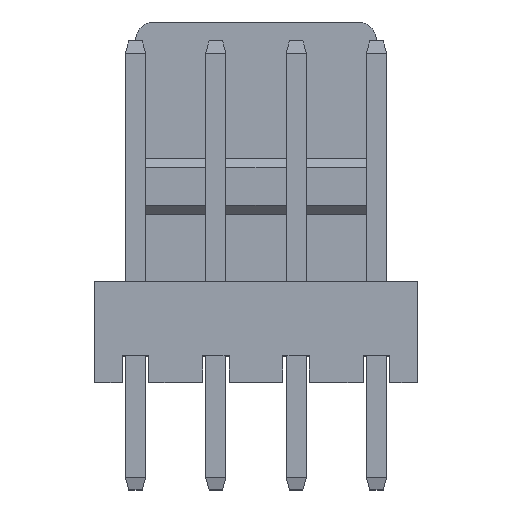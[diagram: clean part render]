
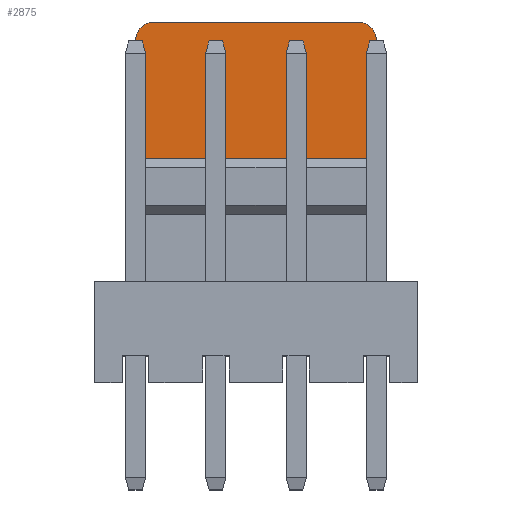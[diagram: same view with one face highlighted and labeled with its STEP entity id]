
A CAD part, top view. The second image highlights one B-rep face of the part: STEP entity #2875.
In plain terms, the highlighted planar face has unit normal (0, 0, 1).
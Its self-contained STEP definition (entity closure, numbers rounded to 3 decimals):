
#53 = VERTEX_POINT ( 'NONE', #1296 ) ;
#87 = DIRECTION ( 'NONE',  ( -1., 0., 0. ) ) ;
#100 = CARTESIAN_POINT ( 'NONE',  ( 13.354, 11.4, -1.96 ) ) ;
#116 = CARTESIAN_POINT ( 'NONE',  ( 13.354, 7.1, -1.96 ) ) ;
#135 = AXIS2_PLACEMENT_3D ( 'NONE', #1582, #614, #3011 ) ;
#358 = DIRECTION ( 'NONE',  ( 0., 1., 0. ) ) ;
#442 = FACE_OUTER_BOUND ( 'NONE', #1279, .T. ) ;
#562 = EDGE_CURVE ( 'NONE', #960, #53, #1791, .T. ) ;
#614 = DIRECTION ( 'NONE',  ( 0., 0., -1. ) ) ;
#625 = CIRCLE ( 'NONE', #2371, 0.6 ) ;
#738 = DIRECTION ( 'NONE',  ( -1., 0., 0. ) ) ;
#767 = EDGE_CURVE ( 'NONE', #1755, #1126, #1451, .T. ) ;
#789 = DIRECTION ( 'NONE',  ( 0., 1., 0. ) ) ;
#821 = VECTOR ( 'NONE', #87, 1000. ) ;
#877 = CARTESIAN_POINT ( 'NONE',  ( 3.81, 11.4, -1.96 ) ) ;
#892 = EDGE_CURVE ( 'NONE', #2200, #2214, #1249, .T. ) ;
#941 = CARTESIAN_POINT ( 'NONE',  ( 3.21, 10.8, -1.96 ) ) ;
#960 = VERTEX_POINT ( 'NONE', #2715 ) ;
#997 = LINE ( 'NONE', #116, #821 ) ;
#1031 = DIRECTION ( 'NONE',  ( -1., 0., 0. ) ) ;
#1096 = ORIENTED_EDGE ( 'NONE', *, *, #892, .F. ) ;
#1126 = VERTEX_POINT ( 'NONE', #1309 ) ;
#1167 = VECTOR ( 'NONE', #358, 1000. ) ;
#1249 = LINE ( 'NONE', #2206, #2806 ) ;
#1279 = EDGE_LOOP ( 'NONE', ( #2802, #2231, #2309, #1575, #1096, #2539 ) ) ;
#1296 = CARTESIAN_POINT ( 'NONE',  ( 3.81, 10.8, -1.96 ) ) ;
#1309 = CARTESIAN_POINT ( 'NONE',  ( -3.21, 11.4, -1.96 ) ) ;
#1350 = PLANE ( 'NONE',  #135 ) ;
#1374 = EDGE_CURVE ( 'NONE', #53, #1755, #2121, .T. ) ;
#1451 = LINE ( 'NONE', #100, #1517 ) ;
#1459 = EDGE_CURVE ( 'NONE', #1126, #2214, #625, .T. ) ;
#1517 = VECTOR ( 'NONE', #1031, 1000. ) ;
#1575 = ORIENTED_EDGE ( 'NONE', *, *, #1459, .T. ) ;
#1582 = CARTESIAN_POINT ( 'NONE',  ( 13.354, 11.4, -1.96 ) ) ;
#1629 = EDGE_CURVE ( 'NONE', #960, #2200, #997, .T. ) ;
#1640 = DIRECTION ( 'NONE',  ( 0., 0., 1. ) ) ;
#1649 = CARTESIAN_POINT ( 'NONE',  ( -3.81, 7.1, -1.96 ) ) ;
#1755 = VERTEX_POINT ( 'NONE', #1829 ) ;
#1791 = LINE ( 'NONE', #877, #1167 ) ;
#1829 = CARTESIAN_POINT ( 'NONE',  ( 3.21, 11.4, -1.96 ) ) ;
#1904 = CARTESIAN_POINT ( 'NONE',  ( -3.21, 10.8, -1.96 ) ) ;
#2121 = CIRCLE ( 'NONE', #2626, 0.6 ) ;
#2200 = VERTEX_POINT ( 'NONE', #1649 ) ;
#2206 = CARTESIAN_POINT ( 'NONE',  ( -3.81, 11.4, -1.96 ) ) ;
#2214 = VERTEX_POINT ( 'NONE', #3072 ) ;
#2231 = ORIENTED_EDGE ( 'NONE', *, *, #1374, .T. ) ;
#2309 = ORIENTED_EDGE ( 'NONE', *, *, #767, .T. ) ;
#2371 = AXIS2_PLACEMENT_3D ( 'NONE', #1904, #2856, #2664 ) ;
#2539 = ORIENTED_EDGE ( 'NONE', *, *, #1629, .F. ) ;
#2626 = AXIS2_PLACEMENT_3D ( 'NONE', #941, #1640, #738 ) ;
#2664 = DIRECTION ( 'NONE',  ( -1., 0., 0. ) ) ;
#2715 = CARTESIAN_POINT ( 'NONE',  ( 3.81, 7.1, -1.96 ) ) ;
#2802 = ORIENTED_EDGE ( 'NONE', *, *, #562, .T. ) ;
#2806 = VECTOR ( 'NONE', #789, 1000. ) ;
#2856 = DIRECTION ( 'NONE',  ( 0., 0., 1. ) ) ;
#2875 = ADVANCED_FACE ( 'NONE', ( #442 ), #1350, .F. ) ;
#3011 = DIRECTION ( 'NONE',  ( -1., 0., 0. ) ) ;
#3072 = CARTESIAN_POINT ( 'NONE',  ( -3.81, 10.8, -1.96 ) ) ;
